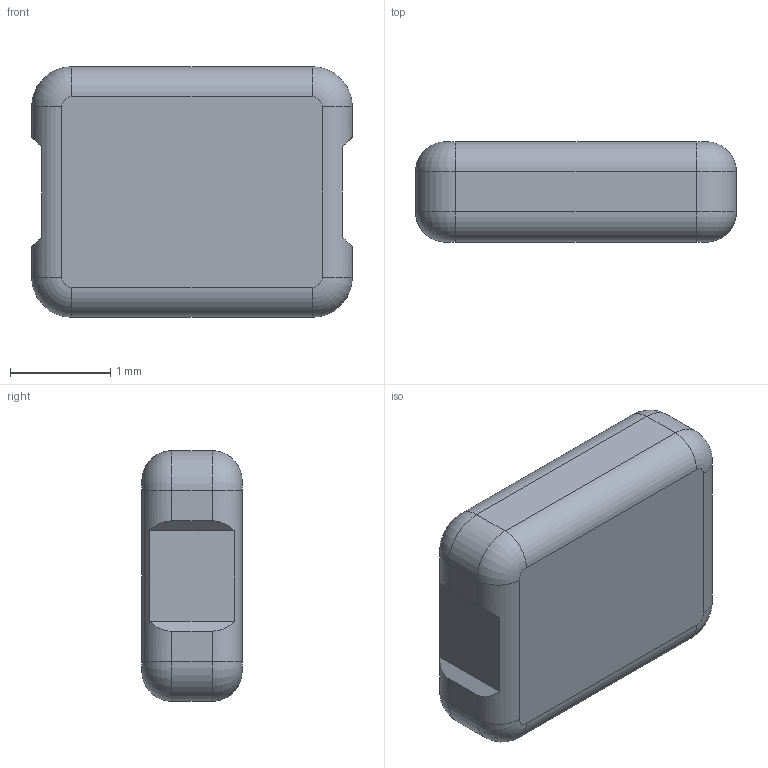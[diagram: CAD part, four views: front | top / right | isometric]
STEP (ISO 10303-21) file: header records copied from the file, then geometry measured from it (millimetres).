
FILE_DESCRIPTION (( 'STEP AP214' ), '1' );
FILE_NAME ('EECER0E153.STEP', '2013-08-20T08:25:33', ( 'Master' ), ( '' ), 'SwSTEP 2.0', 'SolidWorks 2010', '' );
FILE_SCHEMA (( 'AUTOMOTIVE_DESIGN' ));
Length unit declared in the file: millimetre
Products named in the file (1): EECER0E153
Bounding box: 3.2 x 1 x 2.5 mm (x, y, z)
Volume: 7.3 mm3; surface area: 24 mm2
Topology: 1 solids, 1 shells, 46 faces, 104 edges, 64 vertices
Faces by surface type: cylinder 20, plane 18, torus 8
Entity records: 1322 total; most frequent: CARTESIAN_POINT 239, DIRECTION 238, ORIENTED_EDGE 208, EDGE_CURVE 104, AXIS2_PLACEMENT_3D 95, VERTEX_POINT 64, EDGE_LOOP 50, CIRCLE 48
